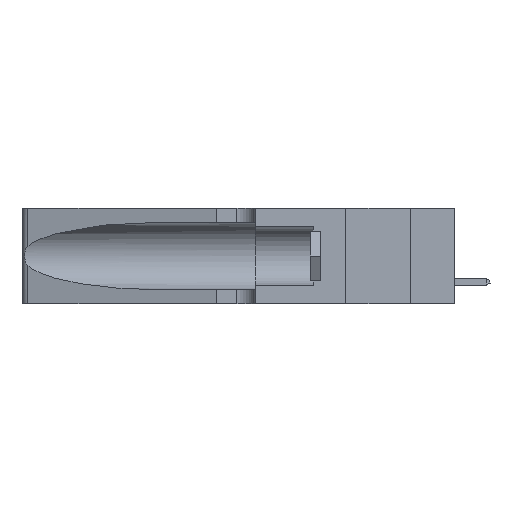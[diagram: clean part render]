
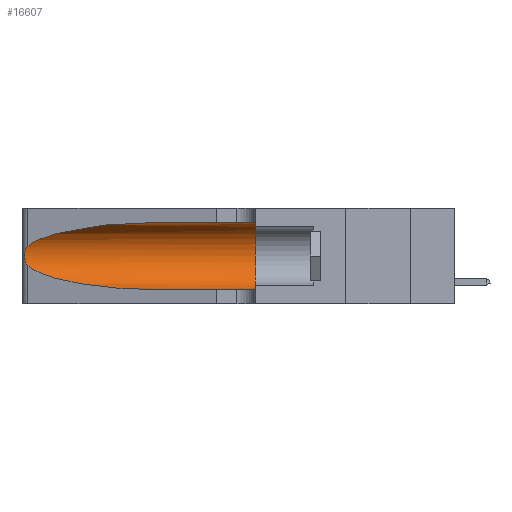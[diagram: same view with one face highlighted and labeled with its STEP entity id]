
A CAD part, left-side view. The second image highlights one B-rep face of the part: STEP entity #16607.
In plain terms, the highlighted cylindrical face has radius 3.308 mm (diameter 6.617 mm), a partial arc.
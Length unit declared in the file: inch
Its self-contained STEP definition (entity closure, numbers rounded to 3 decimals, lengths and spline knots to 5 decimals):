
#32 = VERTEX_POINT ( 'NONE', #14256 ) ;
#276 = DIRECTION ( 'NONE',  ( 0., 0., -1. ) ) ;
#900 = CARTESIAN_POINT ( 'NONE',  ( 0.2373, 1.15595, 0.08982 ) ) ;
#1076 = VERTEX_POINT ( 'NONE', #6162 ) ;
#1183 = EDGE_CURVE ( 'NONE', #15647, #5724, #7616, .T. ) ;
#1203 = DIRECTION ( 'NONE',  ( 0., 0., 1. ) ) ;
#1680 = DIRECTION ( 'NONE',  ( 0., -1., 0. ) ) ;
#2300 = CARTESIAN_POINT ( 'NONE',  ( 0.2373, 1.15595, 0.28018 ) ) ;
#2639 = EDGE_CURVE ( 'NONE', #20471, #32, #5679, .T. ) ;
#3070 = CARTESIAN_POINT ( 'NONE',  ( 0.25555, 1.22993, 0.14849 ) ) ;
#4068 = CARTESIAN_POINT ( 'NONE',  ( 0.25487, 1.22718, 0.22369 ) ) ;
#4171 = DIRECTION ( 'NONE',  ( 0., -1., 0. ) ) ;
#4653 =( BOUNDED_CURVE ( )  B_SPLINE_CURVE ( 3, ( #14351, #900, #12729, #16139 ),
 .UNSPECIFIED., .F., .F. ) 
 B_SPLINE_CURVE_WITH_KNOTS ( ( 4, 4 ),
 ( 3.44316, 4.71239 ),
 .UNSPECIFIED. ) 
 CURVE ( )  GEOMETRIC_REPRESENTATION_ITEM ( )  RATIONAL_B_SPLINE_CURVE ( ( 1., 0.87, 0.87, 1. ) ) 
 REPRESENTATION_ITEM ( '' )  );
#5268 = CIRCLE ( 'NONE', #11635, 0.13025 ) ;
#5304 = B_SPLINE_CURVE_WITH_KNOTS ( 'NONE', 3,
 ( #19500, #17638, #7423, #19341, #9139, #21092, #5847, #11019, #16232, #21887, #6693, #15056, #3070, #10000 ),
 .UNSPECIFIED., .F., .F.,
 ( 4, 2, 2, 2, 2, 2, 4 ),
 ( 0., 0.00027, 0.00053, 0.00107, 0.0016, 0.00187, 0.00214 ),
 .UNSPECIFIED. ) ;
#5335 = ORIENTED_EDGE ( 'NONE', *, *, #1183, .T. ) ;
#5584 = EDGE_CURVE ( 'NONE', #15647, #13552, #14093, .T. ) ;
#5679 = LINE ( 'NONE', #15826, #12390 ) ;
#5724 = VERTEX_POINT ( 'NONE', #20788 ) ;
#5847 = CARTESIAN_POINT ( 'NONE',  ( 0.26075, 1.23896, 0.19203 ) ) ;
#6162 = CARTESIAN_POINT ( 'NONE',  ( 0.25487, 1.22718, 0.14631 ) ) ;
#6404 = EDGE_CURVE ( 'NONE', #13552, #32, #5268, .T. ) ;
#6693 = CARTESIAN_POINT ( 'NONE',  ( 0.25789, 1.23486, 0.15765 ) ) ;
#7423 = CARTESIAN_POINT ( 'NONE',  ( 0.25639, 1.23184, 0.21858 ) ) ;
#7433 = ORIENTED_EDGE ( 'NONE', *, *, #2639, .T. ) ;
#7616 =( BOUNDED_CURVE ( )  B_SPLINE_CURVE ( 3, ( #9095, #12538, #2300, #4068 ),
 .UNSPECIFIED., .F., .T. ) 
 B_SPLINE_CURVE_WITH_KNOTS ( ( 4, 4 ),
 ( 1.5708, 2.84003 ),
 .UNSPECIFIED. ) 
 CURVE ( )  GEOMETRIC_REPRESENTATION_ITEM ( )  RATIONAL_B_SPLINE_CURVE ( ( 1., 0.87, 0.87, 1. ) ) 
 REPRESENTATION_ITEM ( '' )  );
#8592 = CYLINDRICAL_SURFACE ( 'NONE', #10397, 0.13025 ) ;
#8808 = DIRECTION ( 'NONE',  ( 0., -1., 0. ) ) ;
#9095 = CARTESIAN_POINT ( 'NONE',  ( 0.1305, 0.72297, 0.31525 ) ) ;
#9139 = CARTESIAN_POINT ( 'NONE',  ( 0.25854, 1.2359, 0.20912 ) ) ;
#9605 = VECTOR ( 'NONE', #1680, 39.37008 ) ;
#10000 = CARTESIAN_POINT ( 'NONE',  ( 0.25487, 1.22718, 0.14631 ) ) ;
#10397 = AXIS2_PLACEMENT_3D ( 'NONE', #20665, #8808, #276 ) ;
#10571 = EDGE_LOOP ( 'NONE', ( #5335, #18560, #20496, #7433, #16432, #20417 ) ) ;
#10764 = CARTESIAN_POINT ( 'NONE',  ( 0.1305, 0.72297, 0.31525 ) ) ;
#11019 = CARTESIAN_POINT ( 'NONE',  ( 0.26075, 1.23896, 0.178 ) ) ;
#11328 = CARTESIAN_POINT ( 'NONE',  ( 0.1305, 0.35, 0.31525 ) ) ;
#11635 = AXIS2_PLACEMENT_3D ( 'NONE', #13152, #16542, #1203 ) ;
#12065 = CARTESIAN_POINT ( 'NONE',  ( 0.1305, 1.61858, 0.31525 ) ) ;
#12390 = VECTOR ( 'NONE', #4171, 39.37008 ) ;
#12538 = CARTESIAN_POINT ( 'NONE',  ( 0.18966, 0.96281, 0.31525 ) ) ;
#12729 = CARTESIAN_POINT ( 'NONE',  ( 0.18966, 0.96281, 0.05475 ) ) ;
#13152 = CARTESIAN_POINT ( 'NONE',  ( 0.1305, 0.35, 0.185 ) ) ;
#13552 = VERTEX_POINT ( 'NONE', #11328 ) ;
#14093 = LINE ( 'NONE', #12065, #9605 ) ;
#14256 = CARTESIAN_POINT ( 'NONE',  ( 0.1305, 0.35, 0.05475 ) ) ;
#14351 = CARTESIAN_POINT ( 'NONE',  ( 0.25487, 1.22718, 0.14631 ) ) ;
#15056 = CARTESIAN_POINT ( 'NONE',  ( 0.25639, 1.23186, 0.15144 ) ) ;
#15647 = VERTEX_POINT ( 'NONE', #10764 ) ;
#15826 = CARTESIAN_POINT ( 'NONE',  ( 0.1305, 1.61858, 0.05475 ) ) ;
#16028 = EDGE_CURVE ( 'NONE', #5724, #1076, #5304, .T. ) ;
#16139 = CARTESIAN_POINT ( 'NONE',  ( 0.1305, 0.72297, 0.05475 ) ) ;
#16232 = CARTESIAN_POINT ( 'NONE',  ( 0.26017, 1.23833, 0.17102 ) ) ;
#16432 = ORIENTED_EDGE ( 'NONE', *, *, #6404, .F. ) ;
#16542 = DIRECTION ( 'NONE',  ( 0., 1., 0. ) ) ;
#16607 = ADVANCED_FACE ( 'NONE', ( #20092 ), #8592, .F. ) ;
#17638 = CARTESIAN_POINT ( 'NONE',  ( 0.25555, 1.22994, 0.2215 ) ) ;
#17928 = CARTESIAN_POINT ( 'NONE',  ( 0.1305, 0.72297, 0.05475 ) ) ;
#18560 = ORIENTED_EDGE ( 'NONE', *, *, #16028, .T. ) ;
#19288 = EDGE_CURVE ( 'NONE', #1076, #20471, #4653, .T. ) ;
#19341 = CARTESIAN_POINT ( 'NONE',  ( 0.25787, 1.23484, 0.2124 ) ) ;
#19500 = CARTESIAN_POINT ( 'NONE',  ( 0.25487, 1.22718, 0.22369 ) ) ;
#20092 = FACE_OUTER_BOUND ( 'NONE', #10571, .T. ) ;
#20417 = ORIENTED_EDGE ( 'NONE', *, *, #5584, .F. ) ;
#20471 = VERTEX_POINT ( 'NONE', #17928 ) ;
#20496 = ORIENTED_EDGE ( 'NONE', *, *, #19288, .T. ) ;
#20665 = CARTESIAN_POINT ( 'NONE',  ( 0.1305, 1.61858, 0.185 ) ) ;
#20788 = CARTESIAN_POINT ( 'NONE',  ( 0.25487, 1.22718, 0.22369 ) ) ;
#21092 = CARTESIAN_POINT ( 'NONE',  ( 0.26018, 1.23835, 0.19895 ) ) ;
#21887 = CARTESIAN_POINT ( 'NONE',  ( 0.25856, 1.23593, 0.16098 ) ) ;
